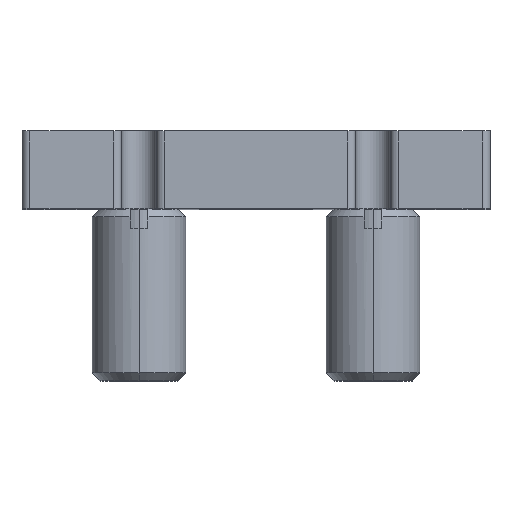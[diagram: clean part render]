
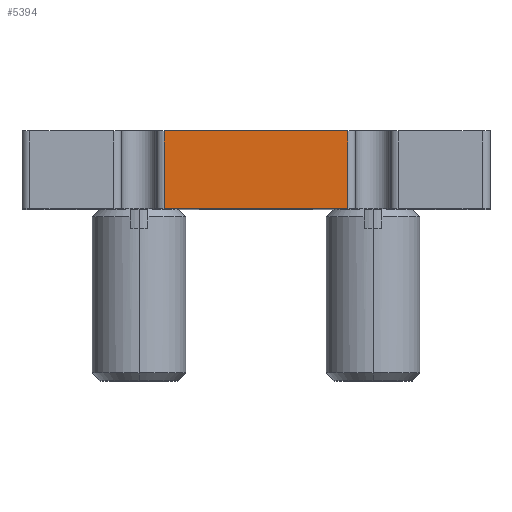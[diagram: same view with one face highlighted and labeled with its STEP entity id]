
A CAD part, top view. The second image highlights one B-rep face of the part: STEP entity #5394.
In plain terms, the highlighted planar face has unit normal (0, 0, 1).
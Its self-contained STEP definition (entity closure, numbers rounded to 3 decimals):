
#2 = CARTESIAN_POINT ( 'NONE',  ( 11.75, -5., 30. ) ) ;
#26 = VECTOR ( 'NONE', #5345, 1000. ) ;
#211 = CARTESIAN_POINT ( 'NONE',  ( -30., -5., 30. ) ) ;
#348 = DIRECTION ( 'NONE',  ( 1., 0., 0. ) ) ;
#481 = CARTESIAN_POINT ( 'NONE',  ( -11.75, 5., 30. ) ) ;
#889 = EDGE_CURVE ( 'NONE', #3882, #2113, #4905, .T. ) ;
#1036 = CARTESIAN_POINT ( 'NONE',  ( -30., 5., 30. ) ) ;
#1211 = LINE ( 'NONE', #4493, #26 ) ;
#1272 = CARTESIAN_POINT ( 'NONE',  ( -30., 5., 30. ) ) ;
#1371 = VECTOR ( 'NONE', #348, 1000. ) ;
#1426 = ORIENTED_EDGE ( 'NONE', *, *, #889, .T. ) ;
#1473 = DIRECTION ( 'NONE',  ( 1., 0., 0. ) ) ;
#1485 = DIRECTION ( 'NONE',  ( 0., 0., -1. ) ) ;
#1844 = ORIENTED_EDGE ( 'NONE', *, *, #1856, .T. ) ;
#1856 = EDGE_CURVE ( 'NONE', #5001, #3882, #2370, .T. ) ;
#1959 = VECTOR ( 'NONE', #1473, 1000. ) ;
#2113 = VERTEX_POINT ( 'NONE', #4121 ) ;
#2209 = ORIENTED_EDGE ( 'NONE', *, *, #5170, .F. ) ;
#2370 = LINE ( 'NONE', #211, #1371 ) ;
#2718 = VERTEX_POINT ( 'NONE', #481 ) ;
#3137 = EDGE_CURVE ( 'NONE', #2718, #5001, #1211, .T. ) ;
#3583 = AXIS2_PLACEMENT_3D ( 'NONE', #1036, #1485, #4546 ) ;
#3630 = ORIENTED_EDGE ( 'NONE', *, *, #3137, .T. ) ;
#3656 = PLANE ( 'NONE',  #3583 ) ;
#3729 = VECTOR ( 'NONE', #4092, 1000. ) ;
#3882 = VERTEX_POINT ( 'NONE', #2 ) ;
#4069 = EDGE_LOOP ( 'NONE', ( #2209, #3630, #1844, #1426 ) ) ;
#4088 = CARTESIAN_POINT ( 'NONE',  ( -11.75, -5., 30. ) ) ;
#4092 = DIRECTION ( 'NONE',  ( 0., 1., 0. ) ) ;
#4121 = CARTESIAN_POINT ( 'NONE',  ( 11.75, 5., 30. ) ) ;
#4493 = CARTESIAN_POINT ( 'NONE',  ( -11.75, 5., 30. ) ) ;
#4546 = DIRECTION ( 'NONE',  ( -1., 0., 0. ) ) ;
#4773 = FACE_OUTER_BOUND ( 'NONE', #4069, .T. ) ;
#4905 = LINE ( 'NONE', #4978, #3729 ) ;
#4978 = CARTESIAN_POINT ( 'NONE',  ( 11.75, 5., 30. ) ) ;
#5001 = VERTEX_POINT ( 'NONE', #4088 ) ;
#5170 = EDGE_CURVE ( 'NONE', #2718, #2113, #5450, .T. ) ;
#5345 = DIRECTION ( 'NONE',  ( 0., -1., 0. ) ) ;
#5394 = ADVANCED_FACE ( 'NONE', ( #4773 ), #3656, .F. ) ;
#5450 = LINE ( 'NONE', #1272, #1959 ) ;
